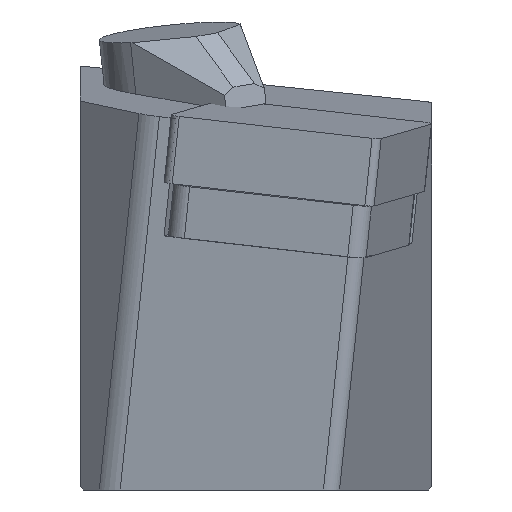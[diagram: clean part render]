
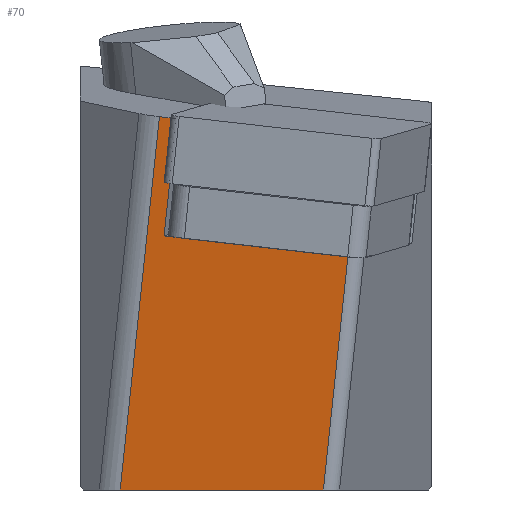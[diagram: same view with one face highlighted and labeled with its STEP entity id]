
A CAD part, left-side view. The second image highlights one B-rep face of the part: STEP entity #70.
In plain terms, the highlighted planar face has unit normal (-0.992, 0.087, -0.096).
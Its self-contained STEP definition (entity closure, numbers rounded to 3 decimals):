
#70=ADVANCED_FACE('',(#181),#132,.F.);
#132=PLANE('',#1174);
#181=FACE_OUTER_BOUND('',#244,.T.);
#244=EDGE_LOOP('',(#373,#374,#375,#376,#377,#378,#379));
#373=ORIENTED_EDGE('',*,*,#748,.F.);
#374=ORIENTED_EDGE('',*,*,#766,.T.);
#375=ORIENTED_EDGE('',*,*,#780,.F.);
#376=ORIENTED_EDGE('',*,*,#785,.F.);
#377=ORIENTED_EDGE('',*,*,#786,.F.);
#378=ORIENTED_EDGE('',*,*,#782,.T.);
#379=ORIENTED_EDGE('',*,*,#787,.F.);
#648=VERTEX_POINT('',#1582);
#649=VERTEX_POINT('',#1583);
#663=VERTEX_POINT('',#1616);
#675=VERTEX_POINT('',#1643);
#676=VERTEX_POINT('',#1647);
#678=VERTEX_POINT('',#1650);
#680=VERTEX_POINT('',#1656);
#748=EDGE_CURVE('',#648,#649,#906,.T.);
#766=EDGE_CURVE('',#648,#663,#923,.T.);
#780=EDGE_CURVE('',#675,#663,#934,.T.);
#782=EDGE_CURVE('',#678,#676,#935,.T.);
#785=EDGE_CURVE('',#680,#675,#937,.T.);
#786=EDGE_CURVE('',#678,#680,#938,.T.);
#787=EDGE_CURVE('',#649,#676,#939,.T.);
#906=LINE('',#1581,#1034);
#923=LINE('',#1617,#1051);
#934=LINE('',#1644,#1062);
#935=LINE('',#1649,#1063);
#937=LINE('',#1655,#1065);
#938=LINE('',#1657,#1066);
#939=LINE('',#1658,#1067);
#1034=VECTOR('',#1263,1.);
#1051=VECTOR('',#1286,1.);
#1062=VECTOR('',#1305,1.);
#1063=VECTOR('',#1310,1.);
#1065=VECTOR('',#1316,1.);
#1066=VECTOR('',#1317,1.);
#1067=VECTOR('',#1318,1.);
#1174=AXIS2_PLACEMENT_3D('',#1659,#1319,#1320);
#1263=DIRECTION('',(-0.076,-0.991,-0.112));
#1286=DIRECTION('',(-0.105,-0.104,0.989));
#1305=DIRECTION('',(-0.076,-0.991,-0.112));
#1310=DIRECTION('',(-0.105,-0.104,0.989));
#1316=DIRECTION('',(-0.105,-0.104,0.989));
#1317=DIRECTION('',(0.088,0.996,0.));
#1318=DIRECTION('',(-0.076,-0.991,-0.112));
#1319=DIRECTION('',(0.992,-0.087,0.096));
#1320=DIRECTION('',(0.096,0.,-0.995));
#1581=CARTESIAN_POINT('',(1.971,-24.372,-10.755));
#1582=CARTESIAN_POINT('',(3.263,-7.629,-8.858));
#1583=CARTESIAN_POINT('',(3.179,-8.715,-8.981));
#1616=CARTESIAN_POINT('',(2.133,-8.752,1.834));
#1617=CARTESIAN_POINT('',(1.695,-9.188,5.978));
#1643=CARTESIAN_POINT('',(2.253,-7.204,2.009));
#1644=CARTESIAN_POINT('',(0.841,-25.496,-0.063));
#1647=CARTESIAN_POINT('',(1.971,-24.372,-10.755));
#1649=CARTESIAN_POINT('',(6.558,-19.809,-54.165));
#1650=CARTESIAN_POINT('',(4.216,-22.139,-32.));
#1655=CARTESIAN_POINT('',(7.971,-1.518,-52.093));
#1656=CARTESIAN_POINT('',(5.847,-3.629,-32.));
#1657=CARTESIAN_POINT('',(4.438,-19.622,-32.));
#1658=CARTESIAN_POINT('',(1.971,-24.372,-10.755));
#1659=CARTESIAN_POINT('',(6.558,-19.809,-54.165));
